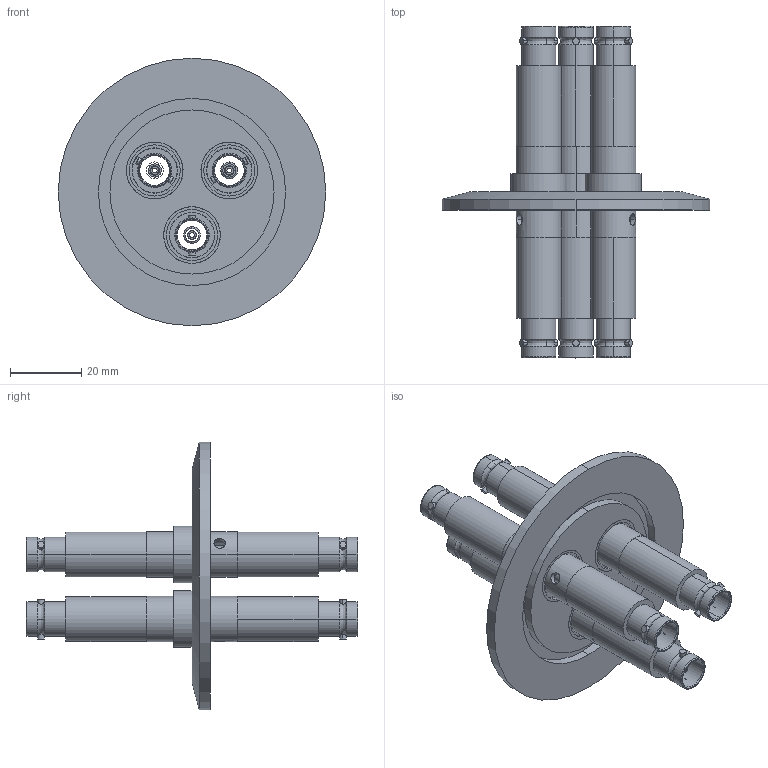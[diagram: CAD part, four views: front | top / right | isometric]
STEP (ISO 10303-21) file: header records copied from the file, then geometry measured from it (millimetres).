
FILE_DESCRIPTION (( 'STEP AP203' ), '1' );
FILE_NAME ('A0478-7-QF.STEP', '2011-08-26T17:29:53', ( '' ), ( '' ), 'SwSTEP 2.0', 'SolidWorks 2011', '' );
FILE_SCHEMA (( 'CONFIG_CONTROL_DESIGN' ));
Length unit declared in the file: inch
Products named in the file (1): A0478-7-QF
Bounding box: 74.93 x 92.96 x 74.93 mm (x, y, z)
Surface area: 26757.8 mm2 (no closed solid volume)
Topology: 0 solids, 27 shells, 248 faces, 633 edges, 436 vertices
Faces by surface type: cylinder 135, plane 67, bspline 44, cone 2
Entity records: 12087 total; most frequent: CARTESIAN_POINT 6151, DIRECTION 1252, ORIENTED_EDGE 1116, EDGE_CURVE 633, AXIS2_PLACEMENT_3D 535, VERTEX_POINT 436, CIRCLE 330, EDGE_LOOP 301
